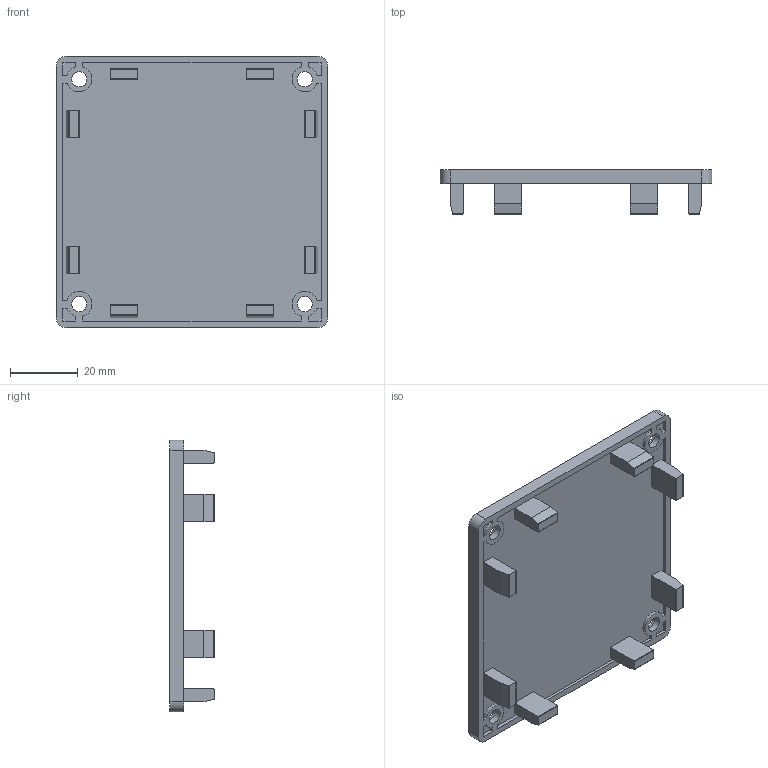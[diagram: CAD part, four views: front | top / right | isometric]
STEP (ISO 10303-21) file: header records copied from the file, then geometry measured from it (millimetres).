
FILE_DESCRIPTION(/* description */ ('STEP AP214'),/* implementation_level */ '2;1');
FILE_NAME(/* name */ '091195(high)',/* time_stamp */ '2025-09-24T13:29:23+02:00',/* author */ ('License CC BY-ND 4.0'),/* organization */ ('CADENAS'),/* preprocessor_version */ 'ST-DEVELOPER v19.3',/* originating_system */ 'PARTsolutions',/* authorisation */ ' ');
FILE_SCHEMA (('AUTOMOTIVE_DESIGN {1 0 10303 214 3 1 1}'));
Length unit declared in the file: millimetre
Products named in the file (1): 091195(high)
Bounding box: 80 x 13 x 80 mm (x, y, z)
Volume: 21803.8 mm3; surface area: 16443.2 mm2
Topology: 1 solids, 1 shells, 127 faces, 328 edges, 220 vertices
Faces by surface type: plane 91, cylinder 36
Full cylindrical faces by diameter (mm): 4.5 x4, 8.2 x4
Entity records: 3836 total; most frequent: CARTESIAN_POINT 660, DIRECTION 644, ORIENTED_EDGE 632, EDGE_CURVE 316, LINE 244, VECTOR 244, VERTEX_POINT 216, AXIS2_PLACEMENT_3D 200
